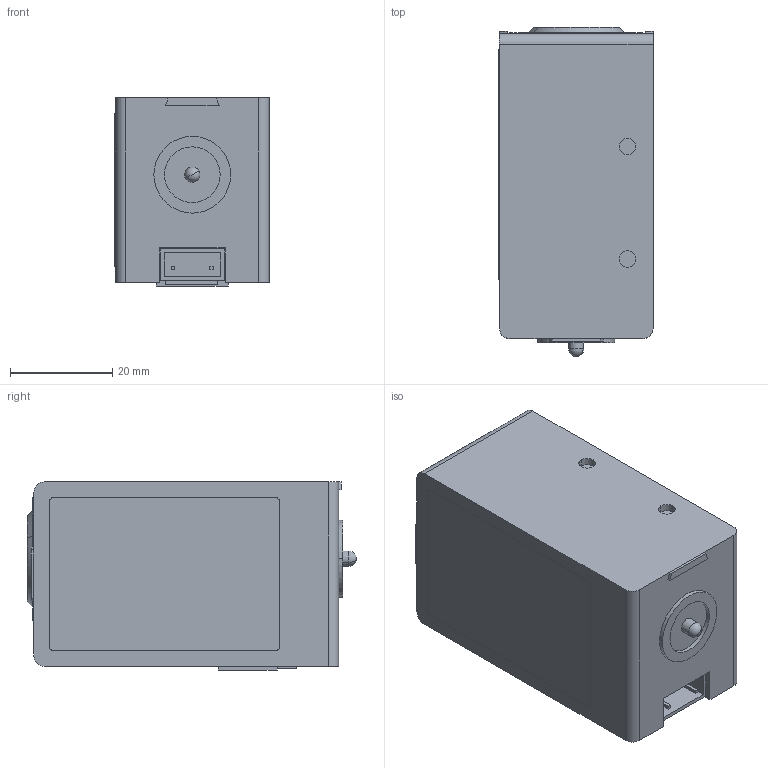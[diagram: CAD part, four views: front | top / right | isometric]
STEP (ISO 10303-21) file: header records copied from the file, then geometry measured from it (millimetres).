
FILE_DESCRIPTION(('CATIA V5 STEP Exchange'),'2;1');
FILE_NAME('1SDH001252R0314_1PA_001_00_YU_E1.2...E6.2.stp','2014-03-06T08:47:04+00:00',('none'),('none'),'CATIA Version 5 Release 20 SP 5 (IN-10)','CATIA V5 STEP AP214','none');
FILE_SCHEMA(('AUTOMOTIVE_DESIGN { 1 0 10303 214 1 1 1 1 }'));
Length unit declared in the file: millimetre
Products named in the file (1): 1SDH001252R0314_1PA_001_00_YU_E1.2...E6.2
Bounding box: 30.11 x 64.25 x 36.75 mm (x, y, z)
Volume: 64299.7 mm3; surface area: 11046.8 mm2
Topology: 1 solids, 1 shells, 115 faces, 291 edges, 191 vertices
Faces by surface type: plane 85, cylinder 26, cone 2, sphere 2
Entity records: 3259 total; most frequent: ORIENTED_EDGE 578, CARTESIAN_POINT 570, DIRECTION 467, EDGE_CURVE 289, VECTOR 227, LINE 227, VERTEX_POINT 191, AXIS2_PLACEMENT_3D 152
